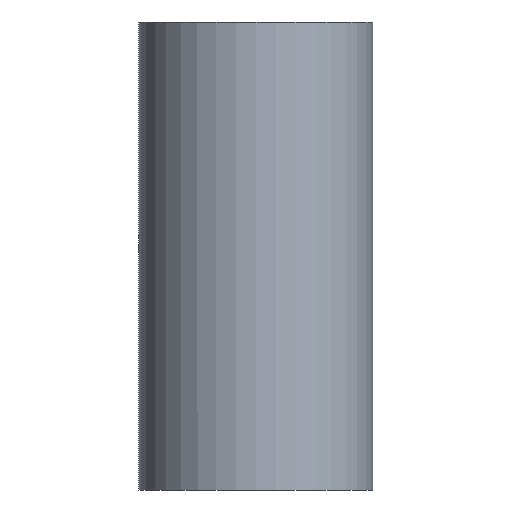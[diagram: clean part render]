
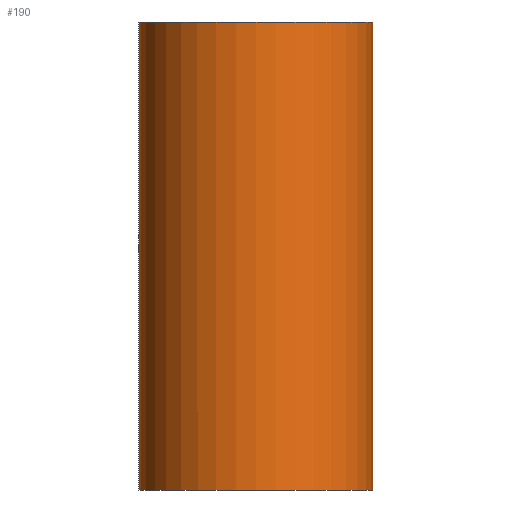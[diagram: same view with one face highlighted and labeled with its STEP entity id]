
A CAD part, front view. The second image highlights one B-rep face of the part: STEP entity #190.
In plain terms, the highlighted cylindrical face has radius 20 mm (diameter 40 mm), a partial arc.
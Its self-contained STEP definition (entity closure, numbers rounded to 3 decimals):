
#127=CARTESIAN_POINT('POINT5',(20.,0.,40.));
#128=VERTEX_POINT('VERTEX5',#127);
#129=CARTESIAN_POINT('POINT6',(-20.,0.,40.)
   );
#130=VERTEX_POINT('VERTEX6',#129);
#131=CARTESIAN_POINT('POS6',(0.,0.,40.));
#132=DIRECTION('DIR9',(0.,0.,1.));
#133=DIRECTION('DIR10',(1.,0.,0.));
#134=AXIS2_PLACEMENT_3D('AXIS4',#131,#132,#133);
#135=CIRCLE('ELLIPSE2',#134,20.);
#138=EDGE_CURVE('EDGE8',#130,#128,#135,.T.);
#148=CARTESIAN_POINT('POINT7',(20.,0.,-40.));
#149=VERTEX_POINT('VERTEX7',#148);
#150=CARTESIAN_POINT('POINT8',(-20.,0.,-40.
   ));
#151=VERTEX_POINT('VERTEX8',#150);
#152=CARTESIAN_POINT('POS8',(0.,0.,-40.));
#153=DIRECTION('DIR13',(0.,0.,-1.));
#154=DIRECTION('DIR14',(1.,0.,0.));
#155=AXIS2_PLACEMENT_3D('AXIS6',#152,#153,#154);
#156=CIRCLE('ELLIPSE3',#155,20.);
#157=EDGE_CURVE('EDGE9',#149,#151,#156,.T.);
#169=CARTESIAN_POINT('POS10',(20.,0.,0.))
   ;
#170=DIRECTION('DIR17',(0.,0.,1.));
#171=VECTOR('VEC3',#170,1.);
#172=LINE('STRAIGHT3',#169,#171);
#173=EDGE_CURVE('EDGE11',#149,#128,#172,.T.);
#174=ORIENTED_EDGE('COEDGE15',*,*,#173,.T.);
#175=ORIENTED_EDGE('COEDGE16',*,*,#138,.F.);
#176=CARTESIAN_POINT('POS11',(-20.,0.,0.))
   ;
#177=DIRECTION('DIR18',(0.,0.,-1.));
#178=VECTOR('VEC4',#177,1.);
#179=LINE('STRAIGHT4',#176,#178);
#180=EDGE_CURVE('EDGE12',#130,#151,#179,.T.);
#181=ORIENTED_EDGE('COEDGE17',*,*,#180,.T.);
#182=ORIENTED_EDGE('COEDGE18',*,*,#157,.F.);
#183=EDGE_LOOP('NONE',(#174,#175,#181,#182));
#184=FACE_BOUND('LOOP1',#183,.T.);
#185=CARTESIAN_POINT('POS12',(0.,0.,0.));
#186=DIRECTION('DIR19',(0.,0.,1.));
#187=DIRECTION('DIR20',(1.,0.,0.));
#188=AXIS2_PLACEMENT_3D('AXIS8',#185,#186,#187);
#189=CYLINDRICAL_SURFACE('CONE_SURF2',#188,20.);
#190=ADVANCED_FACE('FACE6',(#184),#189,.T.);
